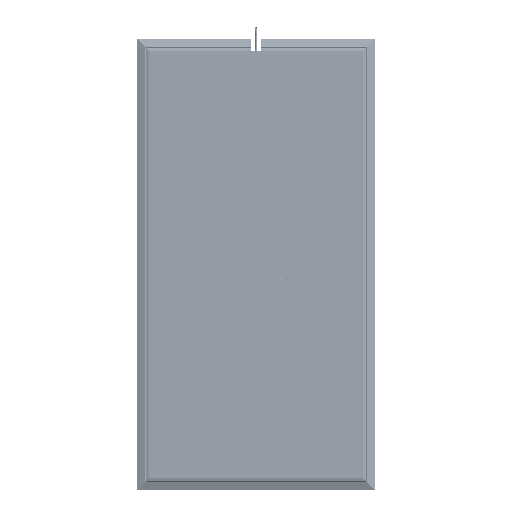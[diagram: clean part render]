
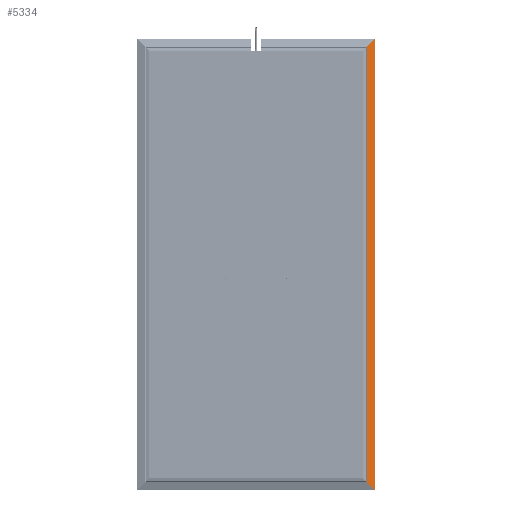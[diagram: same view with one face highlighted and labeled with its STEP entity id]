
A CAD part, top view. The second image highlights one B-rep face of the part: STEP entity #5334.
In plain terms, the highlighted planar face has unit normal (0.331, 0, 0.944).
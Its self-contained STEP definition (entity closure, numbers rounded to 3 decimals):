
#133 = CARTESIAN_POINT ( 'NONE',  ( 13.378, 25.378, 0. ) ) ;
#872 = CARTESIAN_POINT ( 'NONE',  ( 13.378, 0., 0. ) ) ;
#1902 = EDGE_LOOP ( 'NONE', ( #8397, #46583, #64472, #74055 ) ) ;
#3662 = EDGE_CURVE ( 'NONE', #15558, #4769, #44373, .T. ) ;
#4769 = VERTEX_POINT ( 'NONE', #133 ) ;
#5334 = ADVANCED_FACE ( 'NONE', ( #56897 ), #25752, .T. ) ;
#8397 = ORIENTED_EDGE ( 'NONE', *, *, #69030, .F. ) ;
#12614 = VERTEX_POINT ( 'NONE', #63194 ) ;
#14662 = DIRECTION ( 'NONE',  ( 0.943, 0., -0.331 ) ) ;
#15558 = VERTEX_POINT ( 'NONE', #24659 ) ;
#16297 = CARTESIAN_POINT ( 'NONE',  ( 12.486, 24.486, 0.313 ) ) ;
#16682 = DIRECTION ( 'NONE',  ( 0.686, 0.686, -0.241 ) ) ;
#24659 = CARTESIAN_POINT ( 'NONE',  ( 12.486, 24.486, 0.313 ) ) ;
#25752 = PLANE ( 'NONE',  #70654 ) ;
#28400 = CARTESIAN_POINT ( 'NONE',  ( 13.378, -25.378, 0. ) ) ;
#30514 = CARTESIAN_POINT ( 'NONE',  ( 12.486, -12.765, 0.313 ) ) ;
#31240 = VECTOR ( 'NONE', #54974, 39.37 ) ;
#36017 = VERTEX_POINT ( 'NONE', #28400 ) ;
#38939 = VECTOR ( 'NONE', #72387, 39.37 ) ;
#42385 = LINE ( 'NONE', #47130, #38939 ) ;
#44373 = LINE ( 'NONE', #16297, #46334 ) ;
#45084 = CARTESIAN_POINT ( 'NONE',  ( 12.486, -25.53, 0.313 ) ) ;
#46334 = VECTOR ( 'NONE', #16682, 39.37 ) ;
#46583 = ORIENTED_EDGE ( 'NONE', *, *, #3662, .F. ) ;
#47130 = CARTESIAN_POINT ( 'NONE',  ( 13.378, -25.378, 0. ) ) ;
#47250 = EDGE_CURVE ( 'NONE', #36017, #12614, #42385, .T. ) ;
#48670 = LINE ( 'NONE', #30514, #31240 ) ;
#54974 = DIRECTION ( 'NONE',  ( 0., -1., 0. ) ) ;
#56573 = DIRECTION ( 'NONE',  ( 0., -1., 0. ) ) ;
#56897 = FACE_OUTER_BOUND ( 'NONE', #1902, .T. ) ;
#62108 = LINE ( 'NONE', #872, #62189 ) ;
#62189 = VECTOR ( 'NONE', #56573, 39.37 ) ;
#63194 = CARTESIAN_POINT ( 'NONE',  ( 12.486, -24.486, 0.313 ) ) ;
#64472 = ORIENTED_EDGE ( 'NONE', *, *, #66039, .T. ) ;
#66039 = EDGE_CURVE ( 'NONE', #15558, #12614, #48670, .T. ) ;
#69030 = EDGE_CURVE ( 'NONE', #4769, #36017, #62108, .T. ) ;
#70654 = AXIS2_PLACEMENT_3D ( 'NONE', #45084, #74690, #14662 ) ;
#72387 = DIRECTION ( 'NONE',  ( -0.686, 0.686, 0.241 ) ) ;
#74055 = ORIENTED_EDGE ( 'NONE', *, *, #47250, .F. ) ;
#74690 = DIRECTION ( 'NONE',  ( 0.331, 0., 0.943 ) ) ;
